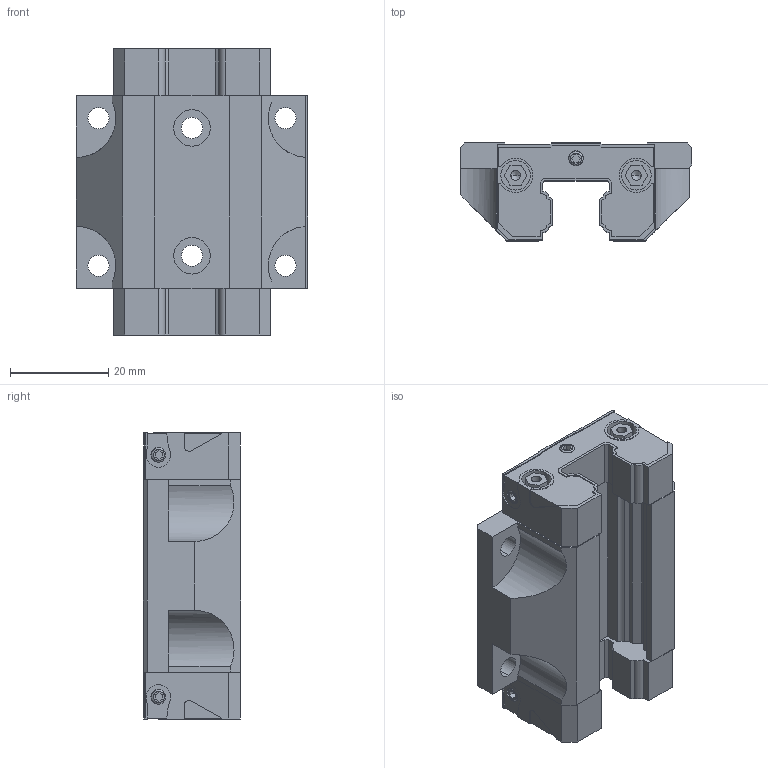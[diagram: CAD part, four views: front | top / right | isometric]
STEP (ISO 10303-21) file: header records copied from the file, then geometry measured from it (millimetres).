
FILE_DESCRIPTION (( 'STEP AP203' ), '1' );
FILE_NAME ('R1651_112_20_Bosch.step', '2026-01-08T12:50:31', ( '' ), ( '' ), 'SwSTEP 2.0', 'SolidWorks 2014', '' );
FILE_SCHEMA (( 'CONFIG_CONTROL_DESIGN' ));
Length unit declared in the file: millimetre
Products named in the file (4): R200110131_1; R200110102_Z_1-6; R1651_112_20_Bosch; R343708901_Z_1-6-1
Assembly tree (9 placements, depth 2):
  R1651_112_20_Bosch
    R200110131_1
    R200110102_Z_1-6  x2
    R343708901_Z_1-6-1  x6
Bounding box: 47 x 19.9 x 58.24 mm (x, y, z)
Volume: 27861.6 mm3; surface area: 14756.5 mm2
Topology: 9 solids, 9 shells, 441 faces, 1155 edges, 740 vertices
Faces by surface type: plane 260, cylinder 125, cone 56
Entity records: 8028 total; most frequent: CARTESIAN_POINT 1311, DIRECTION 1298, ORIENTED_EDGE 1268, EDGE_CURVE 634, VECTOR 462, LINE 462, AXIS2_PLACEMENT_3D 418, VERTEX_POINT 415
